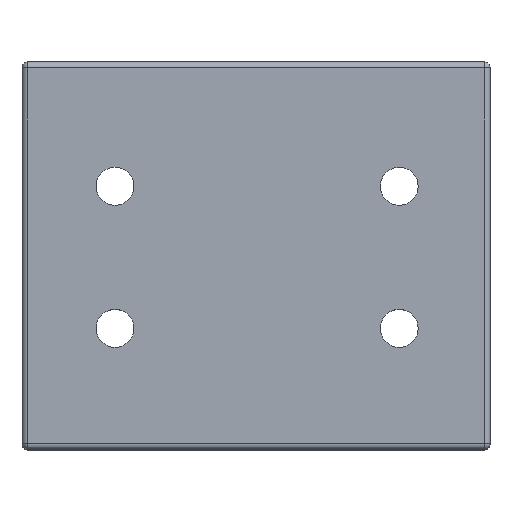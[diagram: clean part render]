
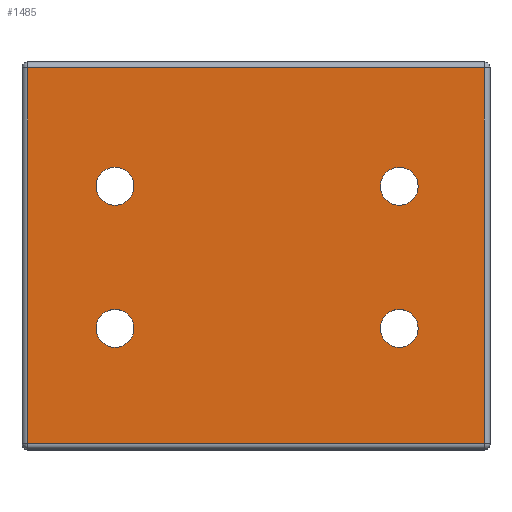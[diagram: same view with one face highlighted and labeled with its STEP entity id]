
A CAD part, top view. The second image highlights one B-rep face of the part: STEP entity #1485.
In plain terms, the highlighted planar face has unit normal (0, 0, 1).
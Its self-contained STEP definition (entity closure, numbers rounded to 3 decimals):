
#1061 = VERTEX_POINT('',#1062);
#1062 = CARTESIAN_POINT('',(245.244,-418.535,1.12));
#1069 = EDGE_CURVE('',#1061,#1070,#1072,.T.);
#1070 = VERTEX_POINT('',#1071);
#1071 = CARTESIAN_POINT('',(245.244,-386.805,1.12));
#1072 = LINE('',#1073,#1074);
#1073 = CARTESIAN_POINT('',(245.244,-387.305,1.12));
#1074 = VECTOR('',#1075,1.);
#1075 = DIRECTION('',(0.,1.,0.));
#1161 = VERTEX_POINT('',#1162);
#1162 = CARTESIAN_POINT('',(283.764,-386.805,1.12));
#1177 = EDGE_CURVE('',#1161,#1070,#1178,.T.);
#1178 = LINE('',#1179,#1180);
#1179 = CARTESIAN_POINT('',(283.764,-386.805,1.12));
#1180 = VECTOR('',#1181,1.);
#1181 = DIRECTION('',(-1.,0.,0.));
#1218 = VERTEX_POINT('',#1219);
#1219 = CARTESIAN_POINT('',(283.764,-418.535,1.12));
#1226 = EDGE_CURVE('',#1061,#1218,#1227,.T.);
#1227 = LINE('',#1228,#1229);
#1228 = CARTESIAN_POINT('',(244.744,-418.535,1.12));
#1229 = VECTOR('',#1230,1.);
#1230 = DIRECTION('',(1.,0.,0.));
#1240 = EDGE_CURVE('',#1218,#1161,#1241,.T.);
#1241 = LINE('',#1242,#1243);
#1242 = CARTESIAN_POINT('',(283.764,-419.035,1.12));
#1243 = VECTOR('',#1244,1.);
#1244 = DIRECTION('',(0.,1.,0.));
#1485 = ADVANCED_FACE('',(#1486,#1492,#1503,#1514,#1525),#1536,.T.);
#1486 = FACE_BOUND('',#1487,.T.);
#1487 = EDGE_LOOP('',(#1488,#1489,#1490,#1491));
#1488 = ORIENTED_EDGE('',*,*,#1069,.F.);
#1489 = ORIENTED_EDGE('',*,*,#1226,.T.);
#1490 = ORIENTED_EDGE('',*,*,#1240,.T.);
#1491 = ORIENTED_EDGE('',*,*,#1177,.T.);
#1492 = FACE_BOUND('',#1493,.T.);
#1493 = EDGE_LOOP('',(#1494));
#1494 = ORIENTED_EDGE('',*,*,#1495,.F.);
#1495 = EDGE_CURVE('',#1496,#1496,#1498,.T.);
#1496 = VERTEX_POINT('',#1497);
#1497 = CARTESIAN_POINT('',(251.,-408.8,1.12));
#1498 = CIRCLE('',#1499,1.6);
#1499 = AXIS2_PLACEMENT_3D('',#1500,#1501,#1502);
#1500 = CARTESIAN_POINT('',(252.6,-408.8,1.12));
#1501 = DIRECTION('',(0.,0.,1.));
#1502 = DIRECTION('',(-1.,0.,0.));
#1503 = FACE_BOUND('',#1504,.T.);
#1504 = EDGE_LOOP('',(#1505));
#1505 = ORIENTED_EDGE('',*,*,#1506,.F.);
#1506 = EDGE_CURVE('',#1507,#1507,#1509,.T.);
#1507 = VERTEX_POINT('',#1508);
#1508 = CARTESIAN_POINT('',(275.,-408.8,1.12));
#1509 = CIRCLE('',#1510,1.6);
#1510 = AXIS2_PLACEMENT_3D('',#1511,#1512,#1513);
#1511 = CARTESIAN_POINT('',(276.6,-408.8,1.12));
#1512 = DIRECTION('',(0.,0.,1.));
#1513 = DIRECTION('',(-1.,0.,0.));
#1514 = FACE_BOUND('',#1515,.T.);
#1515 = EDGE_LOOP('',(#1516));
#1516 = ORIENTED_EDGE('',*,*,#1517,.F.);
#1517 = EDGE_CURVE('',#1518,#1518,#1520,.T.);
#1518 = VERTEX_POINT('',#1519);
#1519 = CARTESIAN_POINT('',(251.,-396.8,1.12));
#1520 = CIRCLE('',#1521,1.6);
#1521 = AXIS2_PLACEMENT_3D('',#1522,#1523,#1524);
#1522 = CARTESIAN_POINT('',(252.6,-396.8,1.12));
#1523 = DIRECTION('',(0.,0.,1.));
#1524 = DIRECTION('',(-1.,0.,0.));
#1525 = FACE_BOUND('',#1526,.T.);
#1526 = EDGE_LOOP('',(#1527));
#1527 = ORIENTED_EDGE('',*,*,#1528,.F.);
#1528 = EDGE_CURVE('',#1529,#1529,#1531,.T.);
#1529 = VERTEX_POINT('',#1530);
#1530 = CARTESIAN_POINT('',(275.,-396.8,1.12));
#1531 = CIRCLE('',#1532,1.6);
#1532 = AXIS2_PLACEMENT_3D('',#1533,#1534,#1535);
#1533 = CARTESIAN_POINT('',(276.6,-396.8,1.12));
#1534 = DIRECTION('',(0.,0.,1.));
#1535 = DIRECTION('',(-1.,0.,0.));
#1536 = PLANE('',#1537);
#1537 = AXIS2_PLACEMENT_3D('',#1538,#1539,#1540);
#1538 = CARTESIAN_POINT('',(264.504,-401.17,1.12));
#1539 = DIRECTION('',(0.,0.,1.));
#1540 = DIRECTION('',(1.,0.,0.));
